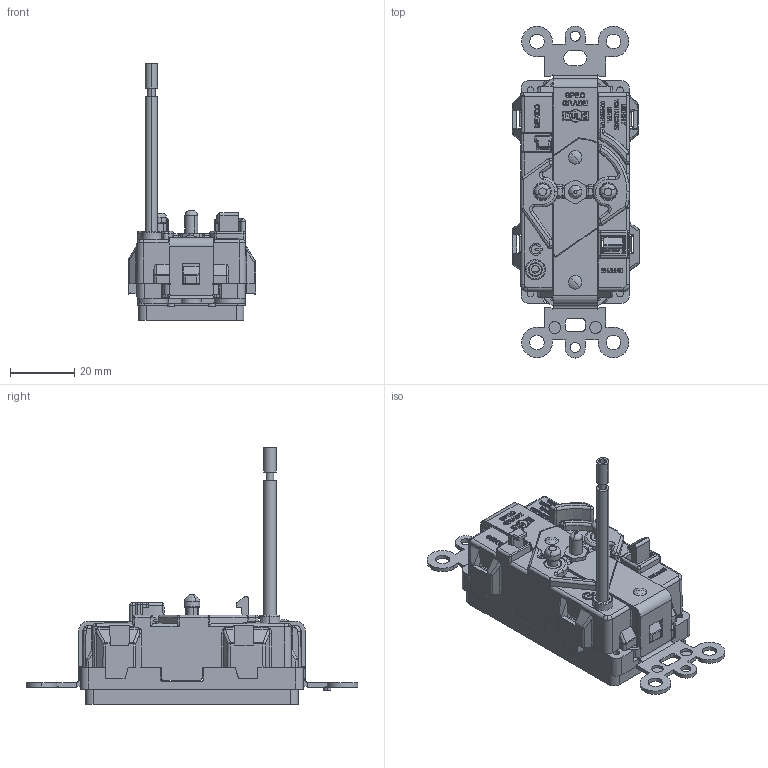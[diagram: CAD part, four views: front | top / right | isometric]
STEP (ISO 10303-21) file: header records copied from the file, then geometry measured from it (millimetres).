
FILE_DESCRIPTION (( 'STEP AP203' ), '1' );
FILE_NAME ('DECORA SPLIT CIRCUIT.STEP', '2017-08-09T21:19:03', ( '' ), ( '' ), 'SwSTEP 2.0', 'SolidWorks 2015', '' );
FILE_SCHEMA (( 'CONFIG_CONTROL_DESIGN' ));
Products named in the file (1): DECORA SPLIT CIRCUIT
Bounding box: 39.69 x 103.38 x 80 mm (x, y, z)
Surface area: 21322.3 mm2 (no closed solid volume)
Topology: 0 solids, 28 shells, 1522 faces, 6975 edges, 5233 vertices
Faces by surface type: plane 962, cylinder 330, bspline 158, sphere 41, cone 21, torus 10
Entity records: 76774 total; most frequent: CARTESIAN_POINT 23882, ORIENTED_EDGE 10243, DIRECTION 9722, EDGE_CURVE 6964, VECTOR 5428, LINE 5428, VERTEX_POINT 5233, AXIS2_PLACEMENT_3D 2147
